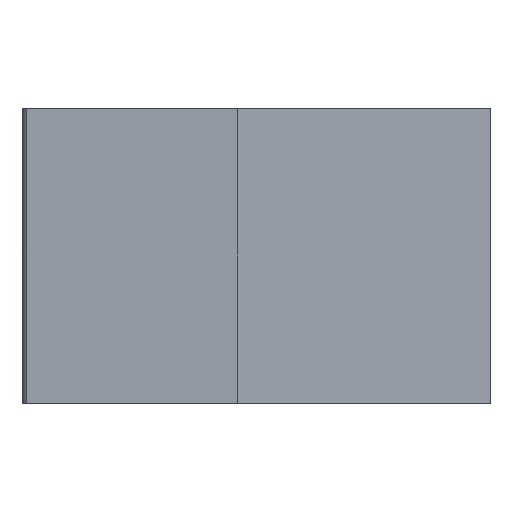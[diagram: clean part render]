
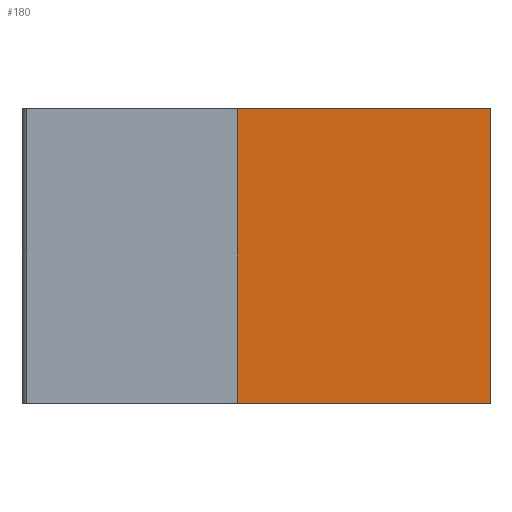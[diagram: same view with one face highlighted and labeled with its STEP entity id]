
A CAD part, front view. The second image highlights one B-rep face of the part: STEP entity #180.
In plain terms, the highlighted planar face has unit normal (0, -1, 0).
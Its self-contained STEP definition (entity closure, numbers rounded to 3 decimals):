
#3 = ORIENTED_EDGE ( 'NONE', *, *, #441, .F. ) ;
#12 = VECTOR ( 'NONE', #1225, 1000. ) ;
#36 = EDGE_CURVE ( 'NONE', #1405, #1547, #1171, .T. ) ;
#88 = VECTOR ( 'NONE', #2046, 1000. ) ;
#177 = VECTOR ( 'NONE', #1323, 1000. ) ;
#180 = ADVANCED_FACE ( 'NONE', ( #1253 ), #959, .F. ) ;
#189 = ORIENTED_EDGE ( 'NONE', *, *, #36, .F. ) ;
#282 = DIRECTION ( 'NONE',  ( 1., 0., 0. ) ) ;
#438 = DIRECTION ( 'NONE',  ( 0., 1., 0. ) ) ;
#441 = EDGE_CURVE ( 'NONE', #2155, #1405, #2121, .T. ) ;
#604 = EDGE_CURVE ( 'NONE', #2155, #1621, #782, .T. ) ;
#665 = AXIS2_PLACEMENT_3D ( 'NONE', #2211, #438, #282 ) ;
#694 = CARTESIAN_POINT ( 'NONE',  ( 4.536, -56.473, 0. ) ) ;
#782 = LINE ( 'NONE', #2002, #1870 ) ;
#847 = CARTESIAN_POINT ( 'NONE',  ( -16.904, -56.473, 25. ) ) ;
#959 = PLANE ( 'NONE',  #665 ) ;
#997 = CARTESIAN_POINT ( 'NONE',  ( 4.536, -56.473, 25. ) ) ;
#1073 = ORIENTED_EDGE ( 'NONE', *, *, #1264, .T. ) ;
#1101 = DIRECTION ( 'NONE',  ( 0., 0., -1. ) ) ;
#1171 = LINE ( 'NONE', #1866, #88 ) ;
#1225 = DIRECTION ( 'NONE',  ( 1., 0., 0. ) ) ;
#1253 = FACE_OUTER_BOUND ( 'NONE', #1583, .T. ) ;
#1264 = EDGE_CURVE ( 'NONE', #1621, #1547, #1361, .T. ) ;
#1315 = CARTESIAN_POINT ( 'NONE',  ( -16.904, -56.473, 0. ) ) ;
#1323 = DIRECTION ( 'NONE',  ( 1., 0., 0. ) ) ;
#1361 = LINE ( 'NONE', #1315, #177 ) ;
#1405 = VERTEX_POINT ( 'NONE', #997 ) ;
#1547 = VERTEX_POINT ( 'NONE', #694 ) ;
#1583 = EDGE_LOOP ( 'NONE', ( #1073, #189, #3, #2040 ) ) ;
#1621 = VERTEX_POINT ( 'NONE', #1976 ) ;
#1866 = CARTESIAN_POINT ( 'NONE',  ( 4.536, -56.473, 25. ) ) ;
#1870 = VECTOR ( 'NONE', #1101, 1000. ) ;
#1976 = CARTESIAN_POINT ( 'NONE',  ( -16.904, -56.473, 0. ) ) ;
#2002 = CARTESIAN_POINT ( 'NONE',  ( -16.904, -56.473, 25. ) ) ;
#2040 = ORIENTED_EDGE ( 'NONE', *, *, #604, .T. ) ;
#2046 = DIRECTION ( 'NONE',  ( 0., 0., -1. ) ) ;
#2121 = LINE ( 'NONE', #847, #12 ) ;
#2155 = VERTEX_POINT ( 'NONE', #2261 ) ;
#2211 = CARTESIAN_POINT ( 'NONE',  ( -16.904, -56.473, 25. ) ) ;
#2261 = CARTESIAN_POINT ( 'NONE',  ( -16.904, -56.473, 25. ) ) ;
